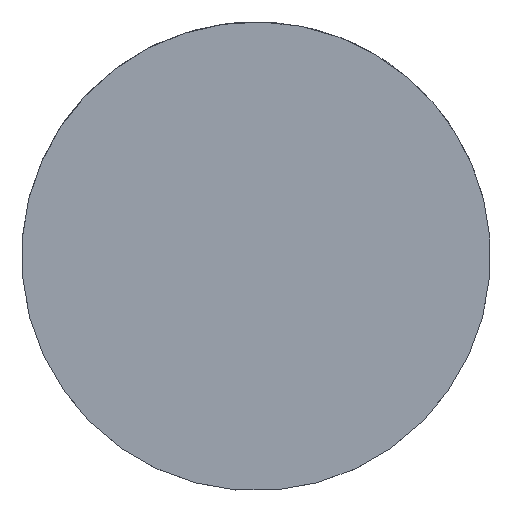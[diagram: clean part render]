
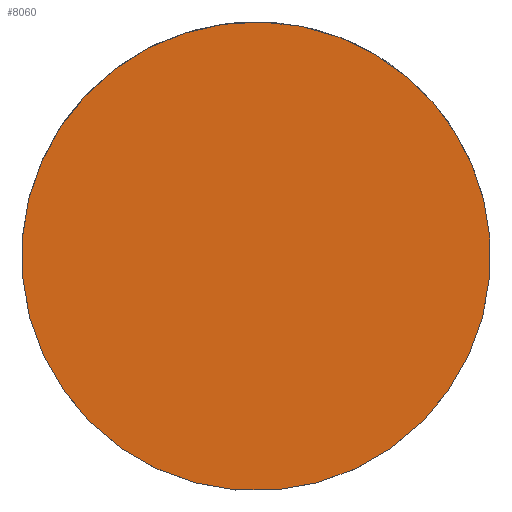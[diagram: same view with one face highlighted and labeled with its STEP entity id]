
A CAD part, top view. The second image highlights one B-rep face of the part: STEP entity #8060.
In plain terms, the highlighted planar face has unit normal (0, 0, 1).
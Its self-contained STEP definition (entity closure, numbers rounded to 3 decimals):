
#7510=CARTESIAN_POINT('',(-24.905,-2.179,
29.7));
#7520=VERTEX_POINT('',#7510);
#7550=CARTESIAN_POINT('',(0.,0.,
29.7));
#7560=DIRECTION('',(0.,0.,1.));
#7570=DIRECTION('',(0.643,0.766,
0.));
#7580=AXIS2_PLACEMENT_3D('',#7550,#7560,#7570);
#7590=CIRCLE('',#7580,25.);
#7600=CARTESIAN_POINT('',(24.905,2.179,
29.7));
#7610=VERTEX_POINT('',#7600);
#7620=EDGE_CURVE('',#7520,#7610,#7590,.T.);
#7920=CARTESIAN_POINT('',(-17.485,14.672,
29.7));
#7930=DIRECTION('',(0.,0.,1.));
#7940=DIRECTION('',(-0.643,-0.766,
0.));
#7950=AXIS2_PLACEMENT_3D('',#7920,#7930,#7940);
#7960=PLANE('',#7950);
#7970=ORIENTED_EDGE('',*,*,#7620,.T.);
#7980=CARTESIAN_POINT('',(16.07,19.151,
29.7));
#7990=VERTEX_POINT('',#7980);
#8000=EDGE_CURVE('',#7990,#7520,#7590,.T.);
#8010=ORIENTED_EDGE('',*,*,#8000,.T.);
#8020=EDGE_CURVE('',#7610,#7990,#7590,.T.);
#8030=ORIENTED_EDGE('',*,*,#8020,.T.);
#8040=EDGE_LOOP('',(#8030,#8010,#7970));
#8050=FACE_OUTER_BOUND('',#8040,.T.);
#8060=ADVANCED_FACE('',(#8050),#7960,.T.);
